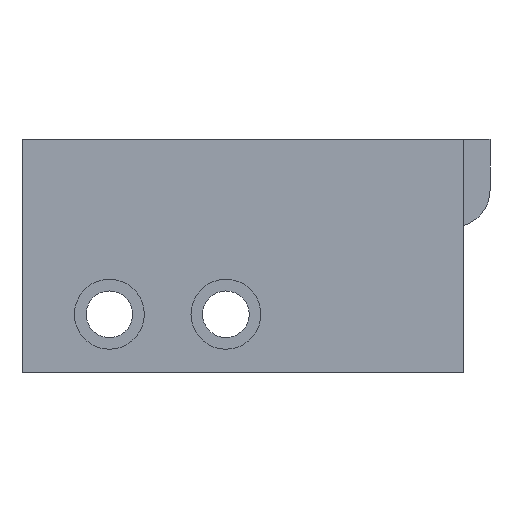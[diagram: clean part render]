
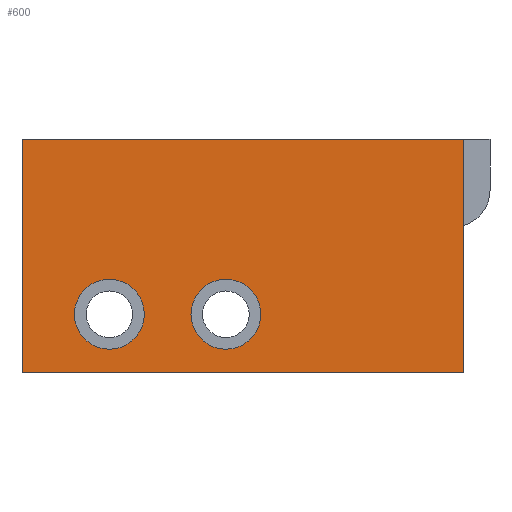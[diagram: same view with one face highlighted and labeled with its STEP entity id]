
A CAD part, front view. The second image highlights one B-rep face of the part: STEP entity #600.
In plain terms, the highlighted planar face has unit normal (0, -1, 0).
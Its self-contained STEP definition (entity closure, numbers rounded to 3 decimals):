
#38 = ORIENTED_EDGE ( 'NONE', *, *, #630, .F. ) ;
#40 = AXIS2_PLACEMENT_3D ( 'NONE', #2059, #574, #2256 ) ;
#73 = CARTESIAN_POINT ( 'NONE',  ( -12.3, 0., -5. ) ) ;
#104 = CARTESIAN_POINT ( 'NONE',  ( -5.3, 0., -1.8 ) ) ;
#162 = VERTEX_POINT ( 'NONE', #2045 ) ;
#192 = EDGE_CURVE ( 'NONE', #2006, #554, #893, .T. ) ;
#201 = VECTOR ( 'NONE', #788, 1000. ) ;
#318 = VERTEX_POINT ( 'NONE', #2142 ) ;
#467 = CARTESIAN_POINT ( 'NONE',  ( -9.3, 0., -1.8 ) ) ;
#478 = EDGE_CURVE ( 'NONE', #554, #2006, #1144, .T. ) ;
#486 = DIRECTION ( 'NONE',  ( 0., 0., -1. ) ) ;
#518 = ORIENTED_EDGE ( 'NONE', *, *, #3187, .T. ) ;
#540 = LINE ( 'NONE', #1769, #1649 ) ;
#554 = VERTEX_POINT ( 'NONE', #104 ) ;
#574 = DIRECTION ( 'NONE',  ( 0., 1., 0. ) ) ;
#585 = CARTESIAN_POINT ( 'NONE',  ( 2.867, 0., 3. ) ) ;
#595 = CIRCLE ( 'NONE', #2195, 1.2 ) ;
#600 = ADVANCED_FACE ( 'NONE', ( #2798, #2538, #1786 ), #1547, .F. ) ;
#630 = EDGE_CURVE ( 'NONE', #2676, #318, #540, .T. ) ;
#701 = DIRECTION ( 'NONE',  ( 0., -1., 0. ) ) ;
#733 = EDGE_LOOP ( 'NONE', ( #1664, #824 ) ) ;
#776 = LINE ( 'NONE', #585, #1371 ) ;
#788 = DIRECTION ( 'NONE',  ( 0., 0., -1. ) ) ;
#824 = ORIENTED_EDGE ( 'NONE', *, *, #478, .F. ) ;
#893 = CIRCLE ( 'NONE', #1160, 1.2 ) ;
#896 = EDGE_LOOP ( 'NONE', ( #1643, #3207 ) ) ;
#926 = CARTESIAN_POINT ( 'NONE',  ( -9.3, 0., -3. ) ) ;
#1144 = CIRCLE ( 'NONE', #2333, 1.2 ) ;
#1160 = AXIS2_PLACEMENT_3D ( 'NONE', #1974, #1533, #1330 ) ;
#1161 = VERTEX_POINT ( 'NONE', #1411 ) ;
#1166 = CARTESIAN_POINT ( 'NONE',  ( -9.3, 0., -4.2 ) ) ;
#1261 = AXIS2_PLACEMENT_3D ( 'NONE', #926, #2085, #2120 ) ;
#1327 = DIRECTION ( 'NONE',  ( 1., 0., 0. ) ) ;
#1330 = DIRECTION ( 'NONE',  ( 0., 0., -1. ) ) ;
#1371 = VECTOR ( 'NONE', #2035, 1000. ) ;
#1411 = CARTESIAN_POINT ( 'NONE',  ( -12.3, 0., -5. ) ) ;
#1486 = VECTOR ( 'NONE', #3012, 1000. ) ;
#1533 = DIRECTION ( 'NONE',  ( 0., -1., 0. ) ) ;
#1547 = PLANE ( 'NONE',  #40 ) ;
#1643 = ORIENTED_EDGE ( 'NONE', *, *, #2894, .F. ) ;
#1649 = VECTOR ( 'NONE', #1327, 1000. ) ;
#1664 = ORIENTED_EDGE ( 'NONE', *, *, #192, .F. ) ;
#1736 = CARTESIAN_POINT ( 'NONE',  ( 2.867, 0., -5. ) ) ;
#1769 = CARTESIAN_POINT ( 'NONE',  ( 2.867, 0., 3. ) ) ;
#1786 = FACE_OUTER_BOUND ( 'NONE', #2892, .T. ) ;
#1941 = CARTESIAN_POINT ( 'NONE',  ( -9.3, 0., -3. ) ) ;
#1944 = EDGE_CURVE ( 'NONE', #162, #1161, #2487, .T. ) ;
#1962 = ORIENTED_EDGE ( 'NONE', *, *, #2242, .F. ) ;
#1974 = CARTESIAN_POINT ( 'NONE',  ( -5.3, 0., -3. ) ) ;
#2006 = VERTEX_POINT ( 'NONE', #2554 ) ;
#2035 = DIRECTION ( 'NONE',  ( 0., 0., -1. ) ) ;
#2045 = CARTESIAN_POINT ( 'NONE',  ( 2.867, 0., -5. ) ) ;
#2059 = CARTESIAN_POINT ( 'NONE',  ( 2.867, 0., 3. ) ) ;
#2085 = DIRECTION ( 'NONE',  ( 0., -1., 0. ) ) ;
#2120 = DIRECTION ( 'NONE',  ( 0., 0., -1. ) ) ;
#2142 = CARTESIAN_POINT ( 'NONE',  ( 2.867, 0., 3. ) ) ;
#2195 = AXIS2_PLACEMENT_3D ( 'NONE', #1941, #701, #486 ) ;
#2226 = DIRECTION ( 'NONE',  ( 0., -1., 0. ) ) ;
#2242 = EDGE_CURVE ( 'NONE', #318, #162, #776, .T. ) ;
#2256 = DIRECTION ( 'NONE',  ( -1., 0., 0. ) ) ;
#2288 = ORIENTED_EDGE ( 'NONE', *, *, #1944, .F. ) ;
#2333 = AXIS2_PLACEMENT_3D ( 'NONE', #2977, #2226, #3167 ) ;
#2487 = LINE ( 'NONE', #1736, #1486 ) ;
#2494 = CIRCLE ( 'NONE', #1261, 1.2 ) ;
#2538 = FACE_BOUND ( 'NONE', #733, .T. ) ;
#2552 = VERTEX_POINT ( 'NONE', #1166 ) ;
#2554 = CARTESIAN_POINT ( 'NONE',  ( -5.3, 0., -4.2 ) ) ;
#2647 = EDGE_CURVE ( 'NONE', #3148, #2552, #595, .T. ) ;
#2676 = VERTEX_POINT ( 'NONE', #2684 ) ;
#2684 = CARTESIAN_POINT ( 'NONE',  ( -12.3, 0., 3. ) ) ;
#2798 = FACE_BOUND ( 'NONE', #896, .T. ) ;
#2892 = EDGE_LOOP ( 'NONE', ( #38, #518, #2288, #1962 ) ) ;
#2894 = EDGE_CURVE ( 'NONE', #2552, #3148, #2494, .T. ) ;
#2977 = CARTESIAN_POINT ( 'NONE',  ( -5.3, 0., -3. ) ) ;
#3012 = DIRECTION ( 'NONE',  ( -1., 0., 0. ) ) ;
#3017 = LINE ( 'NONE', #73, #201 ) ;
#3148 = VERTEX_POINT ( 'NONE', #467 ) ;
#3167 = DIRECTION ( 'NONE',  ( 0., 0., -1. ) ) ;
#3187 = EDGE_CURVE ( 'NONE', #2676, #1161, #3017, .T. ) ;
#3207 = ORIENTED_EDGE ( 'NONE', *, *, #2647, .F. ) ;
